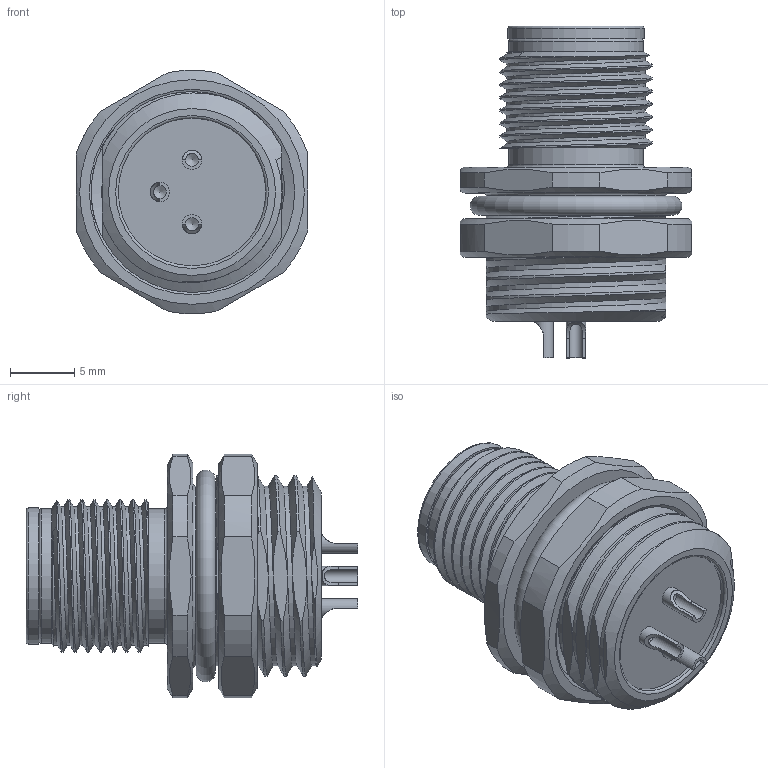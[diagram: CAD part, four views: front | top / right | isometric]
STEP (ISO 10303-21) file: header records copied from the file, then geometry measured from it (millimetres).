
FILE_DESCRIPTION(/* description */ (''),/* implementation_level */ '2;1');
FILE_NAME(/* name */ '1006010000018.prt.stp',/* time_stamp */ '2023-07-20T09:45:46+08:00',/* author */ (''),/* organization */ (''),/* preprocessor_version */ 'ST-DEVELOPER v11',/* originating_system */ 'SIEMENS PLM Software NX 7.5',/* authorisation */ '');
FILE_SCHEMA (('CONFIG_CONTROL_DESIGN'));
Length unit declared in the file: millimetre
Products named in the file (1): _model117
Bounding box: 18 x 25.85 x 18.96 mm (x, y, z)
Volume: 83.3 mm3; surface area: 2847.6 mm2
Topology: 1 solids, 2 shells, 172 faces, 470 edges, 295 vertices
Faces by surface type: plane 58, cylinder 48, bspline 38, cone 15, torus 7, sphere 6
Full cylindrical faces by diameter (mm): 1 x6, 1.5 x3, 10.5 x2, 10.6 x1, 11.5 x1, 13 x1, 14 x6
Entity records: 19398 total; most frequent: CARTESIAN_POINT 15933, ORIENTED_EDGE 774, DIRECTION 558, EDGE_CURVE 387, VERTEX_POINT 266, AXIS2_PLACEMENT_3D 229, EDGE_LOOP 215, ADVANCED_FACE 167
